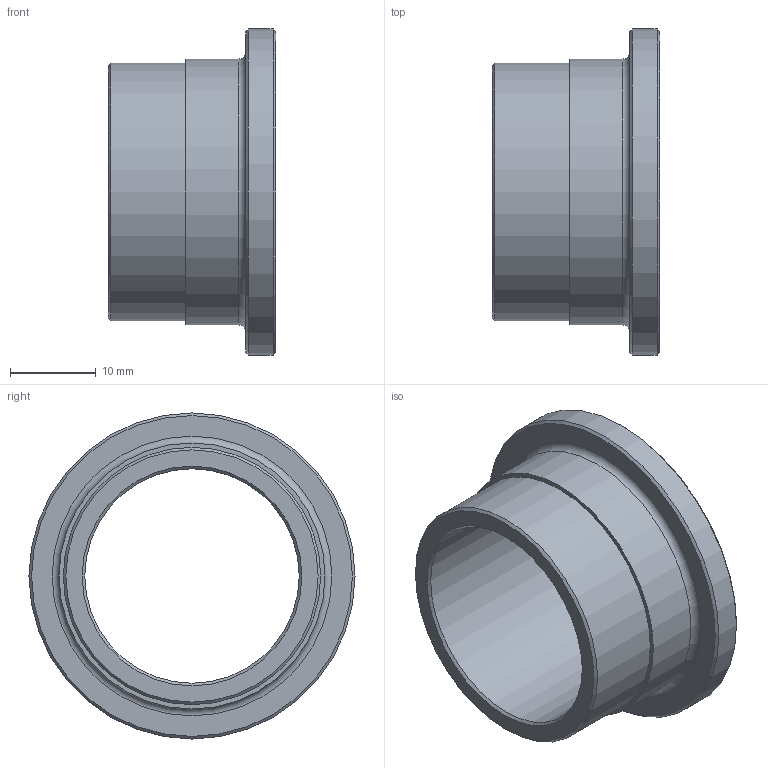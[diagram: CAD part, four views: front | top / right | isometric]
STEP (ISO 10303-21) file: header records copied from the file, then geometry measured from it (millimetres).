
FILE_DESCRIPTION(/* description */ (''),/* implementation_level */ '2;1');
FILE_NAME(/* name */ '3D_R666-SE-30-DN32_17113339.stp',/* time_stamp */ '2021-06-18T07:59:23+02:00',/* author */ ('cad'),/* organization */ (''),/* preprocessor_version */ 'ST-DEVELOPER v18.1',/* originating_system */ 'Autodesk Inventor 2022',/* authorisation */ '');
FILE_SCHEMA (('AUTOMOTIVE_DESIGN { 1 0 10303 214 3 1 1 }'));
Length unit declared in the file: millimetre
Products named in the file (1): 3D_R666-SE-30-DN32_17113339
Bounding box: 19.5 x 38 x 38 mm (x, y, z)
Volume: 6034 mm3; surface area: 4646.4 mm2
Topology: 1 solids, 1 shells, 14 faces, 30 edges, 20 vertices
Faces by surface type: cone 5, plane 4, cylinder 4, torus 1
Full cylindrical faces by diameter (mm): 25 x1, 30 x1, 31 x1, 38 x1
Entity records: 440 total; most frequent: DIRECTION 81, CARTESIAN_POINT 65, ORIENTED_EDGE 60, AXIS2_PLACEMENT_3D 36, EDGE_CURVE 30, CIRCLE 21, VERTEX_POINT 20, EDGE_LOOP 18
